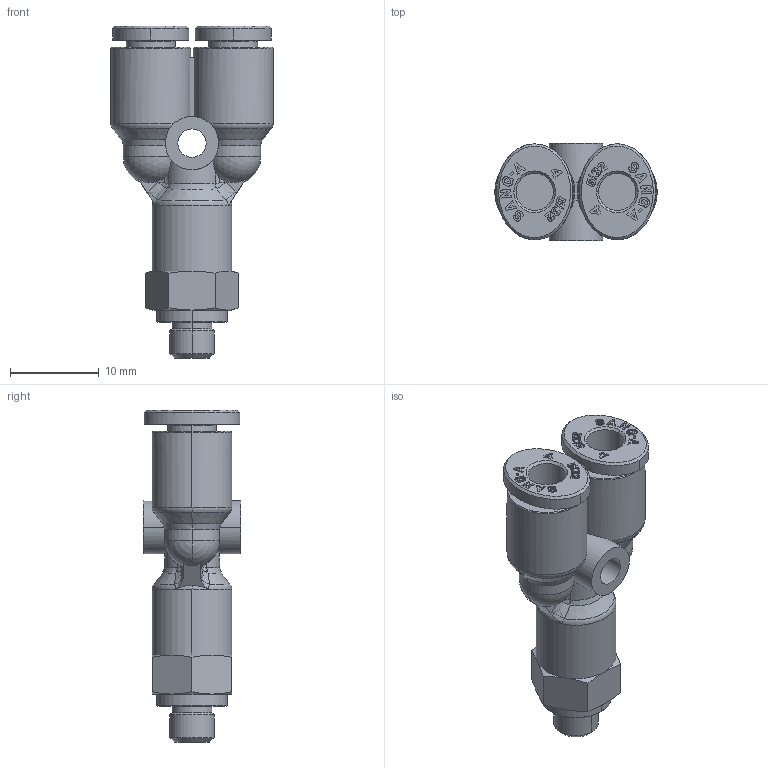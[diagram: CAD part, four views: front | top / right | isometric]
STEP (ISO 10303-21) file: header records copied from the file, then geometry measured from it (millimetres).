
FILE_DESCRIPTION((''),'2;1');
FILE_NAME('GPWT_04M5(3D).stp','2012-12-27T19:29:51',(''),(''),'Mechanical Desktop.R8.0.24.0','Mechanical Desktop.R8.0.24.0',', , ');
FILE_SCHEMA(('CONFIG_CONTROL_DESIGN'));
Length unit declared in the file: millimetre
Products named in the file (2): GPWT_04M5(3D); ºÎÇ°1
Assembly tree (1 placements, depth 2):
  GPWT_04M5(3D)
    ºÎÇ°1
Bounding box: 18.3 x 11 x 37.4 mm (x, y, z)
Volume: 2609.2 mm3; surface area: 2440.2 mm2
Topology: 1 solids, 1 shells, 873 faces, 2450 edges, 1607 vertices
Faces by surface type: plane 681, bspline 82, cylinder 60, cone 40, torus 6, sphere 4
Entity records: 31291 total; most frequent: CARTESIAN_POINT 9032, ORIENTED_EDGE 4880, DIRECTION 4190, EDGE_CURVE 2440, VECTOR 2028, LINE 2028, VERTEX_POINT 1607, AXIS2_PLACEMENT_3D 1081
